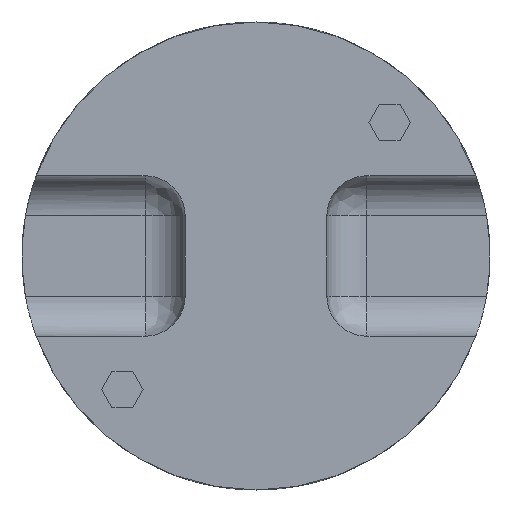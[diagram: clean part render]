
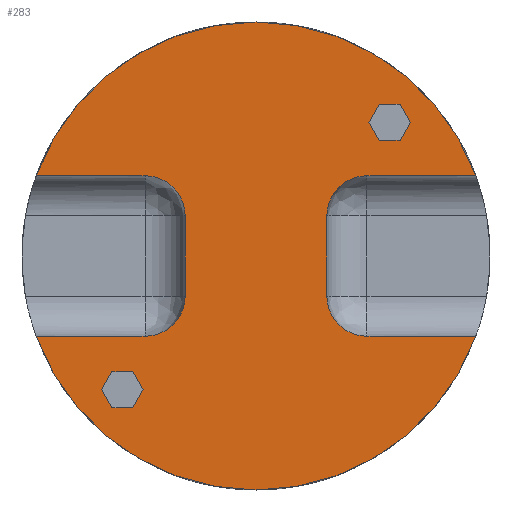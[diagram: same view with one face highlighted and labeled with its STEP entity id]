
A CAD part, front view. The second image highlights one B-rep face of the part: STEP entity #283.
In plain terms, the highlighted planar face has unit normal (0, -1, 0).
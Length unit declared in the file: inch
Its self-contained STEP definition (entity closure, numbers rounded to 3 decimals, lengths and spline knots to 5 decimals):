
#74=CARTESIAN_POINT('',(-1.0,0.0,1.0));
#75=DIRECTION('',(0.0,1.0,0.0));
#76=DIRECTION('',(0.0,0.0,1.0));
#77=AXIS2_PLACEMENT_3D('',#74,#75,#76);
#78=PLANE('',#77);
#79=CARTESIAN_POINT('',(-0.83,0.0,-0.6));
#80=VERTEX_POINT('',#79);
#81=CARTESIAN_POINT('',(-1.64393,0.0,-0.6));
#82=VERTEX_POINT('',#81);
#83=CARTESIAN_POINT('',(-0.83,0.0,-0.6));
#84=DIRECTION('',(-1.0,0.0,0.0));
#85=VECTOR('',#84,0.81393);
#86=LINE('',#83,#85);
#87=EDGE_CURVE('',#80,#82,#86,.T.);
#88=ORIENTED_EDGE('',*,*,#87,.T.);
#89=CARTESIAN_POINT('',(1.64393,0.0,-0.6));
#90=VERTEX_POINT('',#89);
#91=CARTESIAN_POINT('',(0.0,0.0,0.0));
#92=DIRECTION('',(0.0,-1.0,0.0));
#93=DIRECTION('',(1.0,0.0,0.0));
#94=AXIS2_PLACEMENT_3D('',#91,#92,#93);
#95=CIRCLE('',#94,1.75);
#96=EDGE_CURVE('',#82,#90,#95,.T.);
#97=ORIENTED_EDGE('',*,*,#96,.T.);
#98=CARTESIAN_POINT('',(0.83,0.0,-0.6));
#99=VERTEX_POINT('',#98);
#100=CARTESIAN_POINT('',(1.64393,0.0,-0.6));
#101=DIRECTION('',(-1.0,0.0,0.0));
#102=VECTOR('',#101,0.81393);
#103=LINE('',#100,#102);
#104=EDGE_CURVE('',#90,#99,#103,.T.);
#105=ORIENTED_EDGE('',*,*,#104,.T.);
#106=CARTESIAN_POINT('',(0.53,0.0,-0.3));
#107=VERTEX_POINT('',#106);
#108=CARTESIAN_POINT('',(0.83,0.0,-0.3));
#109=DIRECTION('',(0.0,1.0,0.0));
#110=DIRECTION('',(0.0,0.0,1.0));
#111=AXIS2_PLACEMENT_3D('',#108,#109,#110);
#112=CIRCLE('',#111,0.3);
#113=EDGE_CURVE('',#99,#107,#112,.T.);
#114=ORIENTED_EDGE('',*,*,#113,.T.);
#115=CARTESIAN_POINT('',(0.53,0.0,0.3));
#116=VERTEX_POINT('',#115);
#117=CARTESIAN_POINT('',(0.53,0.0,-0.3));
#118=DIRECTION('',(0.0,0.0,1.0));
#119=VECTOR('',#118,0.6);
#120=LINE('',#117,#119);
#121=EDGE_CURVE('',#107,#116,#120,.T.);
#122=ORIENTED_EDGE('',*,*,#121,.T.);
#123=CARTESIAN_POINT('',(0.83,0.0,0.6));
#124=VERTEX_POINT('',#123);
#125=CARTESIAN_POINT('',(0.83,0.0,0.3));
#126=DIRECTION('',(0.0,1.0,0.0));
#127=DIRECTION('',(1.0,0.0,0.0));
#128=AXIS2_PLACEMENT_3D('',#125,#126,#127);
#129=CIRCLE('',#128,0.3);
#130=EDGE_CURVE('',#116,#124,#129,.T.);
#131=ORIENTED_EDGE('',*,*,#130,.T.);
#132=CARTESIAN_POINT('',(1.64393,0.0,0.6));
#133=VERTEX_POINT('',#132);
#134=CARTESIAN_POINT('',(0.83,0.0,0.6));
#135=DIRECTION('',(1.0,0.0,0.0));
#136=VECTOR('',#135,0.81393);
#137=LINE('',#134,#136);
#138=EDGE_CURVE('',#124,#133,#137,.T.);
#139=ORIENTED_EDGE('',*,*,#138,.T.);
#140=CARTESIAN_POINT('',(-1.64393,0.0,0.6));
#141=VERTEX_POINT('',#140);
#142=CARTESIAN_POINT('',(0.0,0.0,0.0));
#143=DIRECTION('',(0.0,-1.0,0.0));
#144=DIRECTION('',(1.0,0.0,0.0));
#145=AXIS2_PLACEMENT_3D('',#142,#143,#144);
#146=CIRCLE('',#145,1.75);
#147=EDGE_CURVE('',#133,#141,#146,.T.);
#148=ORIENTED_EDGE('',*,*,#147,.T.);
#149=CARTESIAN_POINT('',(-0.83,0.0,0.6));
#150=VERTEX_POINT('',#149);
#151=CARTESIAN_POINT('',(-1.64393,0.0,0.6));
#152=DIRECTION('',(1.0,0.0,0.0));
#153=VECTOR('',#152,0.81393);
#154=LINE('',#151,#153);
#155=EDGE_CURVE('',#141,#150,#154,.T.);
#156=ORIENTED_EDGE('',*,*,#155,.T.);
#157=CARTESIAN_POINT('',(-0.53,0.0,0.3));
#158=VERTEX_POINT('',#157);
#159=CARTESIAN_POINT('',(-0.83,0.0,0.3));
#160=DIRECTION('',(0.0,1.0,0.0));
#161=DIRECTION('',(0.0,0.0,1.0));
#162=AXIS2_PLACEMENT_3D('',#159,#160,#161);
#163=CIRCLE('',#162,0.3);
#164=EDGE_CURVE('',#150,#158,#163,.T.);
#165=ORIENTED_EDGE('',*,*,#164,.T.);
#166=CARTESIAN_POINT('',(-0.53,0.0,-0.3));
#167=VERTEX_POINT('',#166);
#168=CARTESIAN_POINT('',(-0.53,0.0,0.3));
#169=DIRECTION('',(0.0,0.0,-1.0));
#170=VECTOR('',#169,0.6);
#171=LINE('',#168,#170);
#172=EDGE_CURVE('',#158,#167,#171,.T.);
#173=ORIENTED_EDGE('',*,*,#172,.T.);
#174=CARTESIAN_POINT('',(-0.83,0.0,-0.3));
#175=DIRECTION('',(0.0,1.0,0.0));
#176=DIRECTION('',(1.0,0.0,0.0));
#177=AXIS2_PLACEMENT_3D('',#174,#175,#176);
#178=CIRCLE('',#177,0.3);
#179=EDGE_CURVE('',#167,#80,#178,.T.);
#180=ORIENTED_EDGE('',*,*,#179,.T.);
#181=EDGE_LOOP('',(#88,#97,#105,#114,#122,#131,#139,#148,#156,#165,#173,#180));
#182=FACE_OUTER_BOUND('',#181,.T.);
#183=CARTESIAN_POINT('',(-1.15588,0.,-1.0));
#184=VERTEX_POINT('',#183);
#185=CARTESIAN_POINT('',(-1.07794,0.,-0.865));
#186=VERTEX_POINT('',#185);
#187=CARTESIAN_POINT('',(-1.15588,0.,-1.0));
#188=DIRECTION('',(0.5,0.,0.866));
#189=VECTOR('',#188,0.15588);
#190=LINE('',#187,#189);
#191=EDGE_CURVE('',#184,#186,#190,.T.);
#192=ORIENTED_EDGE('',*,*,#191,.T.);
#193=CARTESIAN_POINT('',(-0.92206,0.,-0.865));
#194=VERTEX_POINT('',#193);
#195=CARTESIAN_POINT('',(-1.07794,0.,-0.865));
#196=DIRECTION('',(1.0,0.0,0.0));
#197=VECTOR('',#196,0.15588);
#198=LINE('',#195,#197);
#199=EDGE_CURVE('',#186,#194,#198,.T.);
#200=ORIENTED_EDGE('',*,*,#199,.T.);
#201=CARTESIAN_POINT('',(-0.84412,0.,-1.0));
#202=VERTEX_POINT('',#201);
#203=CARTESIAN_POINT('',(-0.92206,0.,-0.865));
#204=DIRECTION('',(0.5,0.,-0.866));
#205=VECTOR('',#204,0.15588);
#206=LINE('',#203,#205);
#207=EDGE_CURVE('',#194,#202,#206,.T.);
#208=ORIENTED_EDGE('',*,*,#207,.T.);
#209=CARTESIAN_POINT('',(-0.92206,0.,-1.135));
#210=VERTEX_POINT('',#209);
#211=CARTESIAN_POINT('',(-0.84412,0.,-1.0));
#212=DIRECTION('',(-0.5,0.,-0.866));
#213=VECTOR('',#212,0.15588);
#214=LINE('',#211,#213);
#215=EDGE_CURVE('',#202,#210,#214,.T.);
#216=ORIENTED_EDGE('',*,*,#215,.T.);
#217=CARTESIAN_POINT('',(-1.07794,0.,-1.135));
#218=VERTEX_POINT('',#217);
#219=CARTESIAN_POINT('',(-0.92206,0.,-1.135));
#220=DIRECTION('',(-1.0,0.0,0.0));
#221=VECTOR('',#220,0.15588);
#222=LINE('',#219,#221);
#223=EDGE_CURVE('',#210,#218,#222,.T.);
#224=ORIENTED_EDGE('',*,*,#223,.T.);
#225=CARTESIAN_POINT('',(-1.07794,0.,-1.135));
#226=DIRECTION('',(-0.5,0.,0.866));
#227=VECTOR('',#226,0.15588);
#228=LINE('',#225,#227);
#229=EDGE_CURVE('',#218,#184,#228,.T.);
#230=ORIENTED_EDGE('',*,*,#229,.T.);
#231=EDGE_LOOP('',(#192,#200,#208,#216,#224,#230));
#232=FACE_BOUND('',#231,.T.);
#233=CARTESIAN_POINT('',(0.84412,0.,1.0));
#234=VERTEX_POINT('',#233);
#235=CARTESIAN_POINT('',(0.92206,0.,1.135));
#236=VERTEX_POINT('',#235);
#237=CARTESIAN_POINT('',(0.84412,0.,1.0));
#238=DIRECTION('',(0.5,0.,0.866));
#239=VECTOR('',#238,0.15588);
#240=LINE('',#237,#239);
#241=EDGE_CURVE('',#234,#236,#240,.T.);
#242=ORIENTED_EDGE('',*,*,#241,.T.);
#243=CARTESIAN_POINT('',(1.07794,0.,1.135));
#244=VERTEX_POINT('',#243);
#245=CARTESIAN_POINT('',(0.92206,0.,1.135));
#246=DIRECTION('',(1.0,0.0,0.0));
#247=VECTOR('',#246,0.15588);
#248=LINE('',#245,#247);
#249=EDGE_CURVE('',#236,#244,#248,.T.);
#250=ORIENTED_EDGE('',*,*,#249,.T.);
#251=CARTESIAN_POINT('',(1.15588,0.,1.0));
#252=VERTEX_POINT('',#251);
#253=CARTESIAN_POINT('',(1.07794,0.,1.135));
#254=DIRECTION('',(0.5,0.,-0.866));
#255=VECTOR('',#254,0.15588);
#256=LINE('',#253,#255);
#257=EDGE_CURVE('',#244,#252,#256,.T.);
#258=ORIENTED_EDGE('',*,*,#257,.T.);
#259=CARTESIAN_POINT('',(1.07794,0.,0.865));
#260=VERTEX_POINT('',#259);
#261=CARTESIAN_POINT('',(1.15588,0.,1.0));
#262=DIRECTION('',(-0.5,0.,-0.866));
#263=VECTOR('',#262,0.15588);
#264=LINE('',#261,#263);
#265=EDGE_CURVE('',#252,#260,#264,.T.);
#266=ORIENTED_EDGE('',*,*,#265,.T.);
#267=CARTESIAN_POINT('',(0.92206,0.,0.865));
#268=VERTEX_POINT('',#267);
#269=CARTESIAN_POINT('',(1.07794,0.,0.865));
#270=DIRECTION('',(-1.0,0.0,0.0));
#271=VECTOR('',#270,0.15588);
#272=LINE('',#269,#271);
#273=EDGE_CURVE('',#260,#268,#272,.T.);
#274=ORIENTED_EDGE('',*,*,#273,.T.);
#275=CARTESIAN_POINT('',(0.92206,0.,0.865));
#276=DIRECTION('',(-0.5,0.,0.866));
#277=VECTOR('',#276,0.15588);
#278=LINE('',#275,#277);
#279=EDGE_CURVE('',#268,#234,#278,.T.);
#280=ORIENTED_EDGE('',*,*,#279,.T.);
#281=EDGE_LOOP('',(#242,#250,#258,#266,#274,#280));
#282=FACE_BOUND('',#281,.T.);
#283=ADVANCED_FACE('',(#182,#232,#282),#78,.F.);
